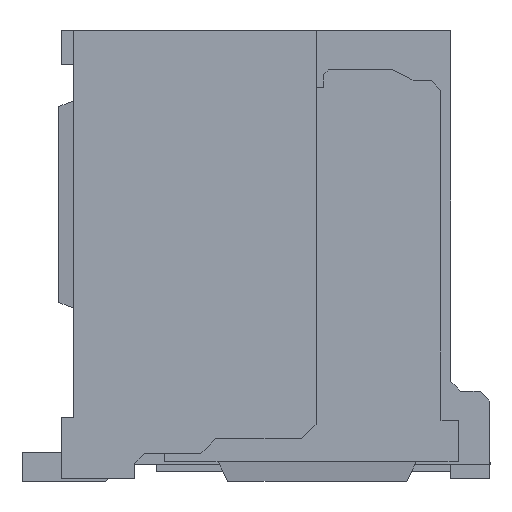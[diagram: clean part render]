
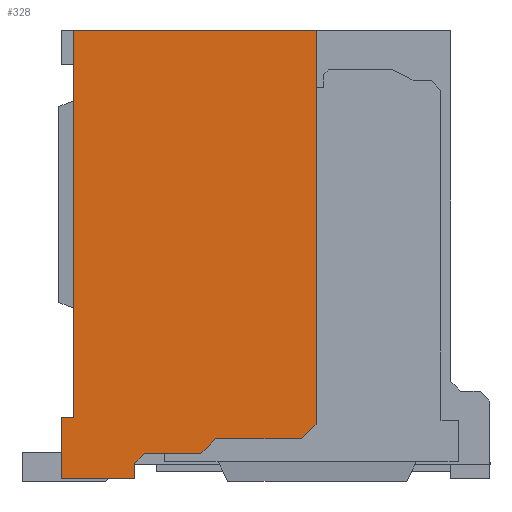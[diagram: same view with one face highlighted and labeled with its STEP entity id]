
A CAD part, left-side view. The second image highlights one B-rep face of the part: STEP entity #328.
In plain terms, the highlighted planar face has unit normal (-1, 0, 0).
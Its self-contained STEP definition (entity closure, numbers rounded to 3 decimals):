
#328=ADVANCED_FACE('',(#1780),#1088,.T.);
#1088=PLANE('',#15727);
#1780=FACE_OUTER_BOUND('',#2543,.T.);
#2543=EDGE_LOOP('',(#4228,#4229,#4230,#4231,#4232,#4233,#4234,#4235,#4236,
#4237,#4238,#4239));
#4228=ORIENTED_EDGE('',*,*,#10040,.T.);
#4229=ORIENTED_EDGE('',*,*,#10041,.T.);
#4230=ORIENTED_EDGE('',*,*,#9859,.T.);
#4231=ORIENTED_EDGE('',*,*,#9604,.F.);
#4232=ORIENTED_EDGE('',*,*,#10042,.F.);
#4233=ORIENTED_EDGE('',*,*,#9909,.F.);
#4234=ORIENTED_EDGE('',*,*,#10043,.T.);
#4235=ORIENTED_EDGE('',*,*,#10044,.T.);
#4236=ORIENTED_EDGE('',*,*,#10045,.T.);
#4237=ORIENTED_EDGE('',*,*,#10046,.T.);
#4238=ORIENTED_EDGE('',*,*,#10047,.T.);
#4239=ORIENTED_EDGE('',*,*,#10048,.T.);
#8050=VERTEX_POINT('',#21241);
#8051=VERTEX_POINT('',#21243);
#8292=VERTEX_POINT('',#21753);
#8333=VERTEX_POINT('',#21850);
#8334=VERTEX_POINT('',#21852);
#8420=VERTEX_POINT('',#22106);
#8421=VERTEX_POINT('',#22107);
#8422=VERTEX_POINT('',#22111);
#8423=VERTEX_POINT('',#22113);
#8424=VERTEX_POINT('',#22115);
#8425=VERTEX_POINT('',#22117);
#8426=VERTEX_POINT('',#22119);
#9604=EDGE_CURVE('',#8050,#8051,#11845,.T.);
#9859=EDGE_CURVE('',#8292,#8051,#12100,.T.);
#9909=EDGE_CURVE('',#8333,#8334,#12150,.T.);
#10040=EDGE_CURVE('',#8420,#8421,#12281,.T.);
#10041=EDGE_CURVE('',#8421,#8292,#12282,.T.);
#10042=EDGE_CURVE('',#8334,#8050,#12283,.T.);
#10043=EDGE_CURVE('',#8333,#8422,#12284,.T.);
#10044=EDGE_CURVE('',#8422,#8423,#12285,.T.);
#10045=EDGE_CURVE('',#8423,#8424,#12286,.T.);
#10046=EDGE_CURVE('',#8424,#8425,#12287,.T.);
#10047=EDGE_CURVE('',#8425,#8426,#12288,.T.);
#10048=EDGE_CURVE('',#8426,#8420,#12289,.T.);
#11845=LINE('',#21242,#13954);
#12100=LINE('',#21752,#14209);
#12150=LINE('',#21851,#14259);
#12281=LINE('',#22105,#14390);
#12282=LINE('',#22108,#14391);
#12283=LINE('',#22109,#14392);
#12284=LINE('',#22110,#14393);
#12285=LINE('',#22112,#14394);
#12286=LINE('',#22114,#14395);
#12287=LINE('',#22116,#14396);
#12288=LINE('',#22118,#14397);
#12289=LINE('',#22120,#14398);
#13954=VECTOR('',#17024,1.);
#14209=VECTOR('',#17307,1.);
#14259=VECTOR('',#17371,1.);
#14390=VECTOR('',#17576,1.);
#14391=VECTOR('',#17577,1.);
#14392=VECTOR('',#17578,1.);
#14393=VECTOR('',#17579,1.);
#14394=VECTOR('',#17580,1.);
#14395=VECTOR('',#17581,1.);
#14396=VECTOR('',#17582,1.);
#14397=VECTOR('',#17583,1.);
#14398=VECTOR('',#17584,1.);
#15727=AXIS2_PLACEMENT_3D('',#22121,#17585,#17586);
#17024=DIRECTION('',(0.,0.,1.));
#17307=DIRECTION('',(0.,1.,0.));
#17371=DIRECTION('',(0.,0.,1.));
#17576=DIRECTION('',(0.,-0.707,0.707));
#17577=DIRECTION('',(0.,0.,1.));
#17578=DIRECTION('',(0.,-1.,0.));
#17579=DIRECTION('',(0.,-1.,0.));
#17580=DIRECTION('',(0.,0.,1.));
#17581=DIRECTION('',(0.,-0.707,0.707));
#17582=DIRECTION('',(0.,-1.,0.));
#17583=DIRECTION('',(0.,-0.707,0.707));
#17584=DIRECTION('',(0.,-1.,0.));
#17585=DIRECTION('',(-1.,0.,0.));
#17586=DIRECTION('',(0.,0.,1.));
#21241=CARTESIAN_POINT('',(-10.4,10.9,1.2));
#21242=CARTESIAN_POINT('',(-10.4,10.9,9.1));
#21243=CARTESIAN_POINT('',(-10.4,10.9,9.1));
#21752=CARTESIAN_POINT('',(-10.4,10.9,9.1));
#21753=CARTESIAN_POINT('',(-10.4,5.95,9.1));
#21850=CARTESIAN_POINT('',(-10.4,11.15,-0.05));
#21851=CARTESIAN_POINT('',(-10.4,11.15,0.1));
#21852=CARTESIAN_POINT('',(-10.4,11.15,1.2));
#22105=CARTESIAN_POINT('',(-10.4,6.25,0.77));
#22106=CARTESIAN_POINT('',(-10.4,6.25,0.77));
#22107=CARTESIAN_POINT('',(-10.4,5.95,1.07));
#22108=CARTESIAN_POINT('',(-10.4,5.95,1.07));
#22109=CARTESIAN_POINT('',(-10.4,11.15,1.2));
#22110=CARTESIAN_POINT('',(-10.4,11.15,-0.05));
#22111=CARTESIAN_POINT('',(-10.4,9.65,-0.05));
#22112=CARTESIAN_POINT('',(-10.4,9.65,0.1));
#22113=CARTESIAN_POINT('',(-10.4,9.65,0.27));
#22114=CARTESIAN_POINT('',(-10.4,9.65,0.27));
#22115=CARTESIAN_POINT('',(-10.4,9.45,0.47));
#22116=CARTESIAN_POINT('',(-10.4,9.45,0.47));
#22117=CARTESIAN_POINT('',(-10.4,8.3,0.47));
#22118=CARTESIAN_POINT('',(-10.4,8.3,0.47));
#22119=CARTESIAN_POINT('',(-10.4,8.,0.77));
#22120=CARTESIAN_POINT('',(-10.4,8.,0.77));
#22121=CARTESIAN_POINT('',(-10.4,10.9,9.1));
